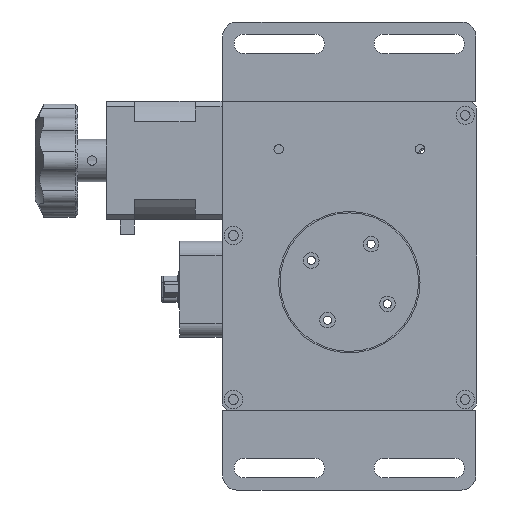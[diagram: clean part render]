
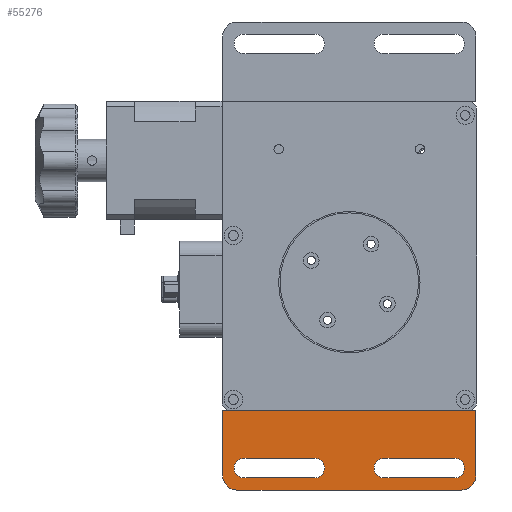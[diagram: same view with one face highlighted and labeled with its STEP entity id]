
A CAD part, front view. The second image highlights one B-rep face of the part: STEP entity #55276.
In plain terms, the highlighted planar face has unit normal (0, -1, 0).
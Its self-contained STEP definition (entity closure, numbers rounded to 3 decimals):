
#1 = CARTESIAN_POINT ( 'NONE',  ( -44.75, 0., -73.5 ) ) ;
#1658 = ORIENTED_EDGE ( 'NONE', *, *, #60273, .T. ) ;
#1676 = CARTESIAN_POINT ( 'NONE',  ( -12.25, 0., -62.25 ) ) ;
#2698 = EDGE_CURVE ( 'NONE', #65802, #13371, #87455, .T. ) ;
#3366 = VERTEX_POINT ( 'NONE', #93594 ) ;
#4707 = EDGE_CURVE ( 'NONE', #54149, #74354, #14336, .T. ) ;
#5479 = AXIS2_PLACEMENT_3D ( 'NONE', #20164, #77781, #28494 ) ;
#5564 = FACE_OUTER_BOUND ( 'NONE', #90097, .T. ) ;
#5949 = DIRECTION ( 'NONE',  ( -1., 0., 0. ) ) ;
#7671 = DIRECTION ( 'NONE',  ( 0., 1., 0. ) ) ;
#7874 = CARTESIAN_POINT ( 'NONE',  ( 12.25, 0., -69.25 ) ) ;
#7963 = CIRCLE ( 'NONE', #56930, 3.5 ) ;
#8068 = DIRECTION ( 'NONE',  ( -1., 0., 0. ) ) ;
#8781 = LINE ( 'NONE', #1, #28142 ) ;
#9086 = CARTESIAN_POINT ( 'NONE',  ( -12.25, 0., -65.75 ) ) ;
#9183 = CARTESIAN_POINT ( 'NONE',  ( -44.75, 0., -62.25 ) ) ;
#13371 = VERTEX_POINT ( 'NONE', #39342 ) ;
#13860 = VERTEX_POINT ( 'NONE', #59054 ) ;
#13993 = VERTEX_POINT ( 'NONE', #62652 ) ;
#14103 = CARTESIAN_POINT ( 'NONE',  ( -37.25, 0., -65.75 ) ) ;
#14336 = LINE ( 'NONE', #20707, #36227 ) ;
#16002 = CARTESIAN_POINT ( 'NONE',  ( -44.75, 0., -69.25 ) ) ;
#16234 = CIRCLE ( 'NONE', #51634, 3.5 ) ;
#16777 = AXIS2_PLACEMENT_3D ( 'NONE', #56998, #7671, #65256 ) ;
#17166 = EDGE_CURVE ( 'NONE', #40969, #40469, #7963, .T. ) ;
#17373 = DIRECTION ( 'NONE',  ( -1., 0., 0. ) ) ;
#17661 = VERTEX_POINT ( 'NONE', #71700 ) ;
#17837 = VECTOR ( 'NONE', #72820, 1000. ) ;
#18876 = EDGE_CURVE ( 'NONE', #13993, #13860, #8781, .T. ) ;
#19210 = ORIENTED_EDGE ( 'NONE', *, *, #99034, .T. ) ;
#20164 = CARTESIAN_POINT ( 'NONE',  ( 39.75, 0., -68.5 ) ) ;
#20349 = DIRECTION ( 'NONE',  ( 1., 0., 0. ) ) ;
#20707 = CARTESIAN_POINT ( 'NONE',  ( -44.75, 0., -45.5 ) ) ;
#20880 = VERTEX_POINT ( 'NONE', #66853 ) ;
#21256 = EDGE_CURVE ( 'NONE', #13371, #28936, #73007, .T. ) ;
#21960 = ORIENTED_EDGE ( 'NONE', *, *, #67091, .F. ) ;
#22339 = DIRECTION ( 'NONE',  ( -1., 0., 0. ) ) ;
#24281 = VECTOR ( 'NONE', #66773, 1000. ) ;
#24308 = VECTOR ( 'NONE', #39731, 1000. ) ;
#27350 = CARTESIAN_POINT ( 'NONE',  ( 44.75, 0., -45.5 ) ) ;
#27896 = EDGE_LOOP ( 'NONE', ( #19210, #64307, #48758, #65788, #31336 ) ) ;
#28142 = VECTOR ( 'NONE', #49992, 1000. ) ;
#28494 = DIRECTION ( 'NONE',  ( -1., 0., 0. ) ) ;
#28936 = VERTEX_POINT ( 'NONE', #49635 ) ;
#29829 = LINE ( 'NONE', #16002, #71017 ) ;
#29852 = VERTEX_POINT ( 'NONE', #106625 ) ;
#31166 = CARTESIAN_POINT ( 'NONE',  ( 37.25, 0., -65.75 ) ) ;
#31336 = ORIENTED_EDGE ( 'NONE', *, *, #81657, .T. ) ;
#31707 = DIRECTION ( 'NONE',  ( 0., -1., 0. ) ) ;
#33135 = VECTOR ( 'NONE', #96500, 1000. ) ;
#34258 = CARTESIAN_POINT ( 'NONE',  ( 12.25, 0., -65.75 ) ) ;
#36074 = ORIENTED_EDGE ( 'NONE', *, *, #45829, .F. ) ;
#36227 = VECTOR ( 'NONE', #20349, 1000. ) ;
#36857 = CIRCLE ( 'NONE', #70726, 5. ) ;
#38431 = CARTESIAN_POINT ( 'NONE',  ( 12.25, 0., -65.75 ) ) ;
#39342 = CARTESIAN_POINT ( 'NONE',  ( -37.25, 0., -62.25 ) ) ;
#39382 = DIRECTION ( 'NONE',  ( -1., 0., 0. ) ) ;
#39572 = EDGE_CURVE ( 'NONE', #81099, #13993, #36857, .T. ) ;
#39731 = DIRECTION ( 'NONE',  ( -1., 0., 0. ) ) ;
#39885 = CARTESIAN_POINT ( 'NONE',  ( 37.25, 0., -62.25 ) ) ;
#40469 = VERTEX_POINT ( 'NONE', #88290 ) ;
#40676 = ORIENTED_EDGE ( 'NONE', *, *, #103879, .F. ) ;
#40969 = VERTEX_POINT ( 'NONE', #39885 ) ;
#42100 = CIRCLE ( 'NONE', #88925, 3.5 ) ;
#42532 = DIRECTION ( 'NONE',  ( -1., 0., 0. ) ) ;
#45829 = EDGE_CURVE ( 'NONE', #17661, #52604, #55061, .T. ) ;
#46723 = DIRECTION ( 'NONE',  ( -1., 0., 0. ) ) ;
#46778 = FACE_BOUND ( 'NONE', #72721, .T. ) ;
#48525 = ORIENTED_EDGE ( 'NONE', *, *, #39572, .T. ) ;
#48758 = ORIENTED_EDGE ( 'NONE', *, *, #84764, .T. ) ;
#49241 = EDGE_CURVE ( 'NONE', #50178, #29852, #86265, .T. ) ;
#49635 = CARTESIAN_POINT ( 'NONE',  ( -40.75, 0., -65.75 ) ) ;
#49992 = DIRECTION ( 'NONE',  ( 1., 0., 0. ) ) ;
#50178 = VERTEX_POINT ( 'NONE', #7874 ) ;
#51634 = AXIS2_PLACEMENT_3D ( 'NONE', #38431, #96012, #46723 ) ;
#52223 = VECTOR ( 'NONE', #90362, 1000. ) ;
#52604 = VERTEX_POINT ( 'NONE', #59129 ) ;
#54149 = VERTEX_POINT ( 'NONE', #70250 ) ;
#55061 = LINE ( 'NONE', #88219, #33135 ) ;
#55276 = ADVANCED_FACE ( 'NONE', ( #5564, #68667, #46778 ), #105923, .F. ) ;
#55278 = DIRECTION ( 'NONE',  ( 0., -1., 0. ) ) ;
#56583 = CIRCLE ( 'NONE', #104730, 3.5 ) ;
#56651 = CARTESIAN_POINT ( 'NONE',  ( -44.75, 0., -73.5 ) ) ;
#56698 = CARTESIAN_POINT ( 'NONE',  ( -44.75, 0., -62.25 ) ) ;
#56930 = AXIS2_PLACEMENT_3D ( 'NONE', #31166, #88712, #39382 ) ;
#56998 = CARTESIAN_POINT ( 'NONE',  ( -44.75, 0., -73.5 ) ) ;
#59054 = CARTESIAN_POINT ( 'NONE',  ( 39.75, 0., -73.5 ) ) ;
#59111 = LINE ( 'NONE', #56651, #17837 ) ;
#59129 = CARTESIAN_POINT ( 'NONE',  ( -12.25, 0., -69.25 ) ) ;
#60273 = EDGE_CURVE ( 'NONE', #13860, #20880, #67236, .T. ) ;
#62652 = CARTESIAN_POINT ( 'NONE',  ( -39.75, 0., -73.5 ) ) ;
#64307 = ORIENTED_EDGE ( 'NONE', *, *, #17166, .T. ) ;
#65256 = DIRECTION ( 'NONE',  ( -1., 0., 0. ) ) ;
#65788 = ORIENTED_EDGE ( 'NONE', *, *, #49241, .T. ) ;
#65802 = VERTEX_POINT ( 'NONE', #1676 ) ;
#66684 = DIRECTION ( 'NONE',  ( 0., -1., 0. ) ) ;
#66773 = DIRECTION ( 'NONE',  ( 1., 0., 0. ) ) ;
#66853 = CARTESIAN_POINT ( 'NONE',  ( 44.75, 0., -68.5 ) ) ;
#67091 = EDGE_CURVE ( 'NONE', #81099, #54149, #59111, .T. ) ;
#67236 = CIRCLE ( 'NONE', #5479, 5. ) ;
#68667 = FACE_BOUND ( 'NONE', #27896, .T. ) ;
#70250 = CARTESIAN_POINT ( 'NONE',  ( -44.75, 0., -45.5 ) ) ;
#70376 = AXIS2_PLACEMENT_3D ( 'NONE', #104571, #55278, #5949 ) ;
#70726 = AXIS2_PLACEMENT_3D ( 'NONE', #80946, #31707, #89236 ) ;
#71017 = VECTOR ( 'NONE', #8068, 1000. ) ;
#71660 = DIRECTION ( 'NONE',  ( 0., -1., 0. ) ) ;
#71700 = CARTESIAN_POINT ( 'NONE',  ( -37.25, 0., -69.25 ) ) ;
#72721 = EDGE_LOOP ( 'NONE', ( #84464, #93993, #102025, #36074, #40676 ) ) ;
#72820 = DIRECTION ( 'NONE',  ( 0., 0., 1. ) ) ;
#73007 = CIRCLE ( 'NONE', #70376, 3.5 ) ;
#73467 = ORIENTED_EDGE ( 'NONE', *, *, #18876, .T. ) ;
#74354 = VERTEX_POINT ( 'NONE', #27350 ) ;
#77781 = DIRECTION ( 'NONE',  ( 0., -1., 0. ) ) ;
#78549 = CARTESIAN_POINT ( 'NONE',  ( -44.75, 0., -68.5 ) ) ;
#80946 = CARTESIAN_POINT ( 'NONE',  ( -39.75, 0., -68.5 ) ) ;
#81099 = VERTEX_POINT ( 'NONE', #78549 ) ;
#81657 = EDGE_CURVE ( 'NONE', #29852, #3366, #16234, .T. ) ;
#82069 = CARTESIAN_POINT ( 'NONE',  ( 44.75, 0., -73.5 ) ) ;
#82704 = EDGE_CURVE ( 'NONE', #20880, #74354, #95978, .T. ) ;
#84464 = ORIENTED_EDGE ( 'NONE', *, *, #21256, .F. ) ;
#84764 = EDGE_CURVE ( 'NONE', #40469, #50178, #29829, .T. ) ;
#86265 = CIRCLE ( 'NONE', #89424, 3.5 ) ;
#87428 = LINE ( 'NONE', #9183, #24281 ) ;
#87455 = LINE ( 'NONE', #56698, #24308 ) ;
#88219 = CARTESIAN_POINT ( 'NONE',  ( -44.75, 0., -69.25 ) ) ;
#88290 = CARTESIAN_POINT ( 'NONE',  ( 37.25, 0., -69.25 ) ) ;
#88712 = DIRECTION ( 'NONE',  ( 0., 1., 0. ) ) ;
#88925 = AXIS2_PLACEMENT_3D ( 'NONE', #9086, #66684, #17373 ) ;
#89236 = DIRECTION ( 'NONE',  ( -1., 0., 0. ) ) ;
#89424 = AXIS2_PLACEMENT_3D ( 'NONE', #34258, #91850, #42532 ) ;
#90097 = EDGE_LOOP ( 'NONE', ( #73467, #1658, #96469, #102595, #21960, #48525 ) ) ;
#90362 = DIRECTION ( 'NONE',  ( 0., 0., 1. ) ) ;
#91850 = DIRECTION ( 'NONE',  ( 0., 1., 0. ) ) ;
#93594 = CARTESIAN_POINT ( 'NONE',  ( 12.25, 0., -62.25 ) ) ;
#93993 = ORIENTED_EDGE ( 'NONE', *, *, #2698, .F. ) ;
#95978 = LINE ( 'NONE', #82069, #52223 ) ;
#96012 = DIRECTION ( 'NONE',  ( 0., 1., 0. ) ) ;
#96469 = ORIENTED_EDGE ( 'NONE', *, *, #82704, .T. ) ;
#96500 = DIRECTION ( 'NONE',  ( 1., 0., 0. ) ) ;
#99034 = EDGE_CURVE ( 'NONE', #3366, #40969, #87428, .T. ) ;
#102025 = ORIENTED_EDGE ( 'NONE', *, *, #104925, .F. ) ;
#102595 = ORIENTED_EDGE ( 'NONE', *, *, #4707, .F. ) ;
#103879 = EDGE_CURVE ( 'NONE', #28936, #17661, #56583, .T. ) ;
#104571 = CARTESIAN_POINT ( 'NONE',  ( -37.25, 0., -65.75 ) ) ;
#104730 = AXIS2_PLACEMENT_3D ( 'NONE', #14103, #71660, #22339 ) ;
#104925 = EDGE_CURVE ( 'NONE', #52604, #65802, #42100, .T. ) ;
#105923 = PLANE ( 'NONE',  #16777 ) ;
#106625 = CARTESIAN_POINT ( 'NONE',  ( 8.75, 0., -65.75 ) ) ;
